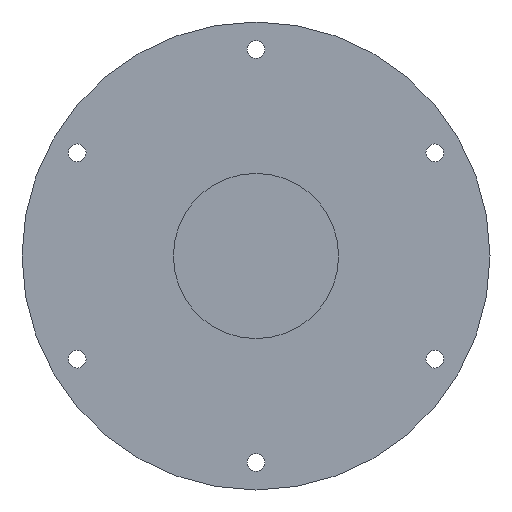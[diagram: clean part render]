
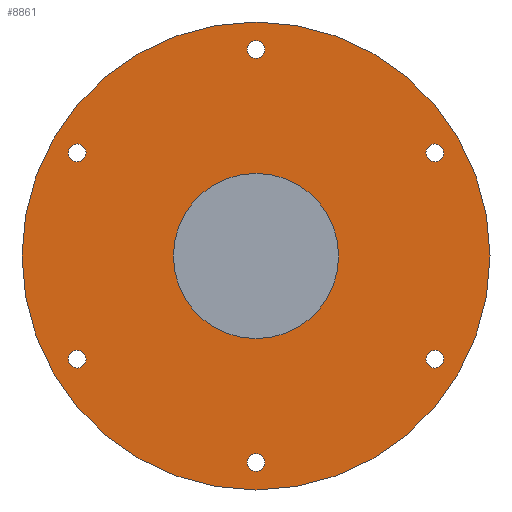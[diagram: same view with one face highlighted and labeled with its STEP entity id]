
A CAD part, front view. The second image highlights one B-rep face of the part: STEP entity #8861.
In plain terms, the highlighted planar face has unit normal (0, -1, 0).
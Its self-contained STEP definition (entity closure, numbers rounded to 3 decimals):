
#663=PLANE('',#9401);
#826=FACE_BOUND('',#1442,.T.);
#827=FACE_BOUND('',#1443,.T.);
#828=FACE_BOUND('',#1444,.T.);
#829=FACE_BOUND('',#1445,.T.);
#830=FACE_BOUND('',#1446,.T.);
#831=FACE_BOUND('',#1447,.T.);
#832=FACE_BOUND('',#1448,.T.);
#958=FACE_OUTER_BOUND('',#1441,.T.);
#1441=EDGE_LOOP('',(#6255));
#1442=EDGE_LOOP('',(#6256));
#1443=EDGE_LOOP('',(#6257));
#1444=EDGE_LOOP('',(#6258));
#1445=EDGE_LOOP('',(#6259));
#1446=EDGE_LOOP('',(#6260));
#1447=EDGE_LOOP('',(#6261));
#1448=EDGE_LOOP('',(#6262));
#2131=CIRCLE('',#9326,3.2);
#2135=CIRCLE('',#9333,3.2);
#2140=CIRCLE('',#9341,3.2);
#2144=CIRCLE('',#9348,3.2);
#2148=CIRCLE('',#9355,3.2);
#2152=CIRCLE('',#9362,3.2);
#2169=CIRCLE('',#9400,30.);
#2170=CIRCLE('',#9402,85.);
#3774=VERTEX_POINT('',#13487);
#3778=VERTEX_POINT('',#13531);
#3784=VERTEX_POINT('',#13584);
#3788=VERTEX_POINT('',#13628);
#3792=VERTEX_POINT('',#13672);
#3796=VERTEX_POINT('',#13718);
#3822=VERTEX_POINT('',#14206);
#3823=VERTEX_POINT('',#14210);
#4724=EDGE_CURVE('',#3774,#3774,#2131,.T.);
#4730=EDGE_CURVE('',#3778,#3778,#2135,.T.);
#4738=EDGE_CURVE('',#3784,#3784,#2140,.T.);
#4744=EDGE_CURVE('',#3788,#3788,#2144,.T.);
#4750=EDGE_CURVE('',#3792,#3792,#2148,.T.);
#4756=EDGE_CURVE('',#3796,#3796,#2152,.T.);
#4799=EDGE_CURVE('',#3822,#3822,#2169,.T.);
#4800=EDGE_CURVE('',#3823,#3823,#2170,.T.);
#6255=ORIENTED_EDGE('',*,*,#4800,.F.);
#6256=ORIENTED_EDGE('',*,*,#4724,.T.);
#6257=ORIENTED_EDGE('',*,*,#4730,.T.);
#6258=ORIENTED_EDGE('',*,*,#4738,.T.);
#6259=ORIENTED_EDGE('',*,*,#4744,.T.);
#6260=ORIENTED_EDGE('',*,*,#4750,.T.);
#6261=ORIENTED_EDGE('',*,*,#4756,.T.);
#6262=ORIENTED_EDGE('',*,*,#4799,.T.);
#8861=ADVANCED_FACE('',(#958,#826,#827,#828,#829,#830,#831,#832),#663,.T.);
#9326=AXIS2_PLACEMENT_3D('',#13489,#10482,#10483);
#9333=AXIS2_PLACEMENT_3D('',#13533,#10497,#10498);
#9341=AXIS2_PLACEMENT_3D('',#13586,#10514,#10515);
#9348=AXIS2_PLACEMENT_3D('',#13630,#10529,#10530);
#9355=AXIS2_PLACEMENT_3D('',#13674,#10544,#10545);
#9362=AXIS2_PLACEMENT_3D('',#13720,#10559,#10560);
#9400=AXIS2_PLACEMENT_3D('',#14208,#10647,#10648);
#9401=AXIS2_PLACEMENT_3D('',#14209,#10649,#10650);
#9402=AXIS2_PLACEMENT_3D('',#14211,#10651,#10652);
#10482=DIRECTION('center_axis',(0.,1.,0.));
#10483=DIRECTION('ref_axis',(0.5,0.,0.866));
#10497=DIRECTION('center_axis',(0.,1.,0.));
#10498=DIRECTION('ref_axis',(-0.5,0.,0.866));
#10514=DIRECTION('center_axis',(0.,1.,0.));
#10515=DIRECTION('ref_axis',(-1.,0.,0.));
#10529=DIRECTION('center_axis',(0.,1.,0.));
#10530=DIRECTION('ref_axis',(-0.5,0.,-0.866));
#10544=DIRECTION('center_axis',(0.,1.,0.));
#10545=DIRECTION('ref_axis',(0.5,0.,-0.866));
#10559=DIRECTION('center_axis',(0.,1.,0.));
#10560=DIRECTION('ref_axis',(1.,0.,0.));
#10647=DIRECTION('center_axis',(0.,1.,0.));
#10648=DIRECTION('ref_axis',(1.,0.,0.));
#10649=DIRECTION('center_axis',(0.,-1.,0.));
#10650=DIRECTION('ref_axis',(0.,0.,-1.));
#10651=DIRECTION('center_axis',(0.,1.,0.));
#10652=DIRECTION('ref_axis',(1.,0.,0.));
#13487=CARTESIAN_POINT('',(-66.552,0.,34.729));
#13489=CARTESIAN_POINT('Origin',(-64.952,0.,
37.5));
#13531=CARTESIAN_POINT('',(-63.352,0.,-40.271));
#13533=CARTESIAN_POINT('Origin',(-64.952,0.,
-37.5));
#13584=CARTESIAN_POINT('',(3.2,0.,-75.));
#13586=CARTESIAN_POINT('Origin',(0.,0.,
-75.));
#13628=CARTESIAN_POINT('',(66.552,0.,-34.729));
#13630=CARTESIAN_POINT('Origin',(64.952,0.,
-37.5));
#13672=CARTESIAN_POINT('',(63.352,0.,40.271));
#13674=CARTESIAN_POINT('Origin',(64.952,0.,
37.5));
#13718=CARTESIAN_POINT('',(-3.2,0.,75.));
#13720=CARTESIAN_POINT('Origin',(0.,0.,75.));
#14206=CARTESIAN_POINT('',(0.,0.,-30.));
#14208=CARTESIAN_POINT('Origin',(0.,0.,0.));
#14209=CARTESIAN_POINT('Origin',(0.,0.,85.));
#14210=CARTESIAN_POINT('',(0.,0.,-85.));
#14211=CARTESIAN_POINT('Origin',(0.,0.,0.));
